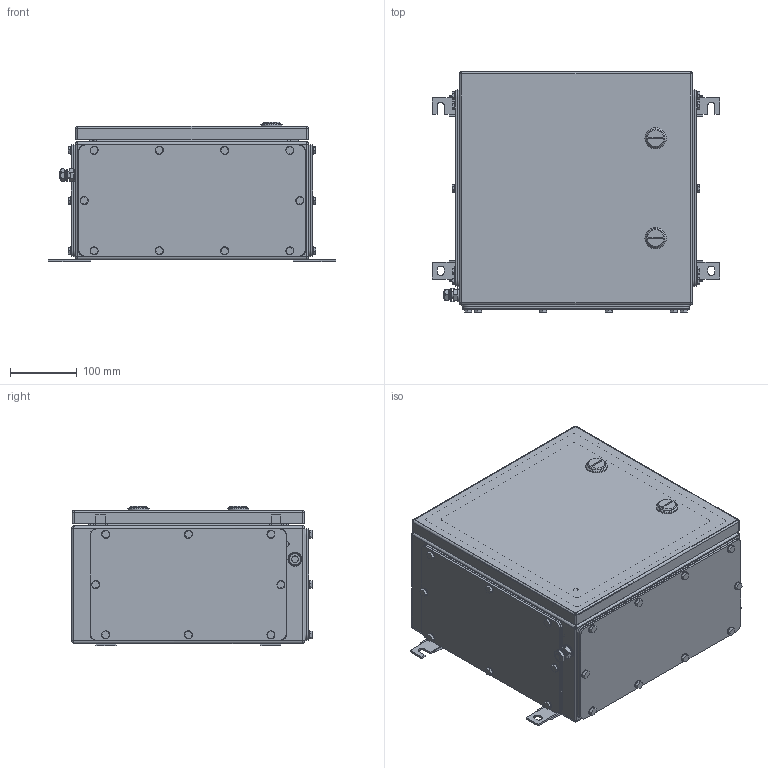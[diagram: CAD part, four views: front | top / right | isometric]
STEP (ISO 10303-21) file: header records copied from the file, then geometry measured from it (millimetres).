
FILE_DESCRIPTION(('CATIA V5 STEP Exchange','CAx-IF Rec.Pracs.--- Model Styling and Organization---1.4--- 2014-01-23'),'2;1');
FILE_NAME ('1530537-3_0_8000109892_8000109892_KTB_QL_353520_S4E3_LD.stp','2023-04-27T08:30:21+00:00',('none'),('Weidmueller'),'CATIA Version 5-6 Release 2016 SP3 HF44','CATIA V5 STEP AP214','none');
FILE_SCHEMA(('AUTOMOTIVE_DESIGN { 1 0 10303 214 1 1 1 1 }'));
Products named in the file (1): 8000109892 KTB QL 353520 S4E3
Bounding box: 431 x 361 x 209.8 mm (x, y, z)
Volume: 1481344.5 mm3; surface area: 1506191 mm2
Topology: 108 solids, 110 shells, 2207 faces, 5234 edges, 3338 vertices
Faces by surface type: cylinder 1024, plane 927, cone 204, bspline 28, torus 16, sphere 8
Entity records: 73240 total; most frequent: CARTESIAN_POINT 21946, ORIENTED_EDGE 10268, DIRECTION 8700, EDGE_CURVE 5134, AXIS2_PLACEMENT_3D 3743, VERTEX_POINT 3338, VECTOR 2786, LINE 2786
